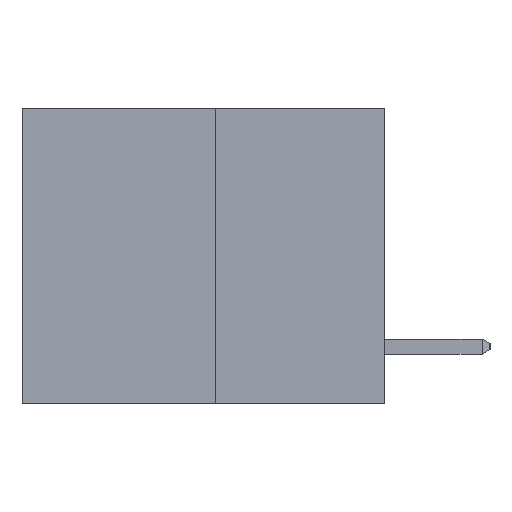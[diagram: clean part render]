
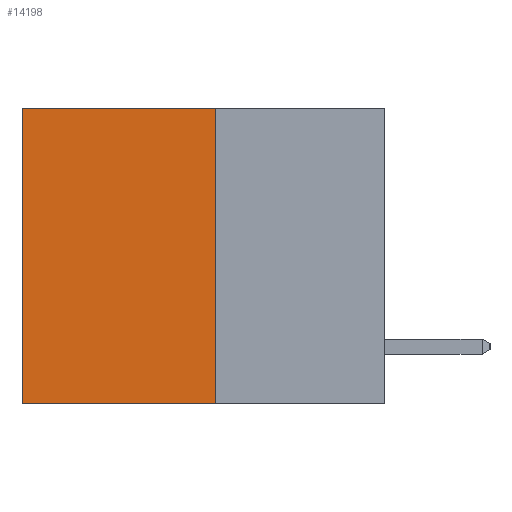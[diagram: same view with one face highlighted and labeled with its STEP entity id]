
A CAD part, left-side view. The second image highlights one B-rep face of the part: STEP entity #14198.
In plain terms, the highlighted planar face has unit normal (-1, 0, 0).
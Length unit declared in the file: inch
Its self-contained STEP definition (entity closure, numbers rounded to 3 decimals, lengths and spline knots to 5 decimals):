
#353 = VECTOR ( 'NONE', #2598, 39.37008 ) ;
#423 = VECTOR ( 'NONE', #5813, 39.37008 ) ;
#1098 = VERTEX_POINT ( 'NONE', #2960 ) ;
#1687 = LINE ( 'NONE', #24664, #20745 ) ;
#2598 = DIRECTION ( 'NONE',  ( 0., 0., -1. ) ) ;
#2960 = CARTESIAN_POINT ( 'NONE',  ( 0.3165, 0.28, -0.49 ) ) ;
#3139 = FACE_OUTER_BOUND ( 'NONE', #10302, .T. ) ;
#4383 = DIRECTION ( 'NONE',  ( 0., 1., 0. ) ) ;
#4580 = VERTEX_POINT ( 'NONE', #13707 ) ;
#5620 = CARTESIAN_POINT ( 'NONE',  ( 0.3165, 0.28, 0. ) ) ;
#5813 = DIRECTION ( 'NONE',  ( 0., 0., -1. ) ) ;
#5881 = CARTESIAN_POINT ( 'NONE',  ( 0.3165, 0.6, -0.49 ) ) ;
#6028 = LINE ( 'NONE', #10827, #27334 ) ;
#6613 = PLANE ( 'NONE',  #24749 ) ;
#6844 = EDGE_CURVE ( 'NONE', #1098, #22406, #6028, .T. ) ;
#7191 = ORIENTED_EDGE ( 'NONE', *, *, #6844, .F. ) ;
#8270 = VERTEX_POINT ( 'NONE', #5620 ) ;
#9766 = EDGE_CURVE ( 'NONE', #8270, #4580, #1687, .T. ) ;
#10302 = EDGE_LOOP ( 'NONE', ( #23672, #7191, #22341, #23499 ) ) ;
#10827 = CARTESIAN_POINT ( 'NONE',  ( 0.3165, 0.28, -0.49 ) ) ;
#13707 = CARTESIAN_POINT ( 'NONE',  ( 0.3165, 0.6, 0. ) ) ;
#13989 = DIRECTION ( 'NONE',  ( 0., 1., 0. ) ) ;
#14198 = ADVANCED_FACE ( 'NONE', ( #3139 ), #6613, .F. ) ;
#15411 = CARTESIAN_POINT ( 'NONE',  ( 0.3165, 0.28, -0.49 ) ) ;
#15604 = EDGE_CURVE ( 'NONE', #8270, #1098, #20100, .T. ) ;
#15638 = CARTESIAN_POINT ( 'NONE',  ( 0.3165, 0.28, -0.49 ) ) ;
#19734 = EDGE_CURVE ( 'NONE', #4580, #22406, #20846, .T. ) ;
#20100 = LINE ( 'NONE', #15411, #353 ) ;
#20745 = VECTOR ( 'NONE', #13989, 39.37008 ) ;
#20846 = LINE ( 'NONE', #24998, #423 ) ;
#21665 = DIRECTION ( 'NONE',  ( 1., 0., 0. ) ) ;
#22341 = ORIENTED_EDGE ( 'NONE', *, *, #15604, .F. ) ;
#22406 = VERTEX_POINT ( 'NONE', #5881 ) ;
#23499 = ORIENTED_EDGE ( 'NONE', *, *, #9766, .T. ) ;
#23672 = ORIENTED_EDGE ( 'NONE', *, *, #19734, .T. ) ;
#24075 = DIRECTION ( 'NONE',  ( 0., 0., -1. ) ) ;
#24664 = CARTESIAN_POINT ( 'NONE',  ( 0.3165, 0.28, 0. ) ) ;
#24749 = AXIS2_PLACEMENT_3D ( 'NONE', #15638, #21665, #24075 ) ;
#24998 = CARTESIAN_POINT ( 'NONE',  ( 0.3165, 0.6, -0.49 ) ) ;
#27334 = VECTOR ( 'NONE', #4383, 39.37008 ) ;
